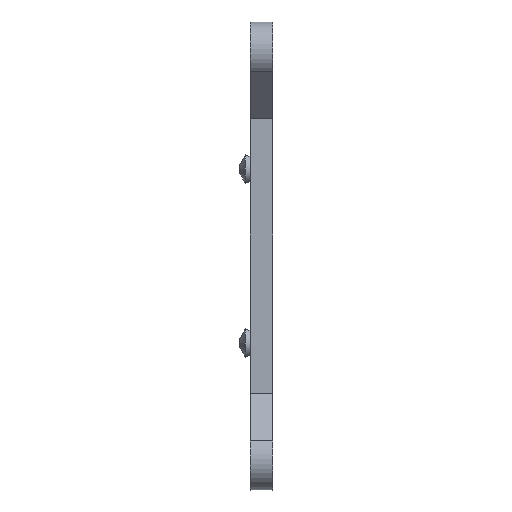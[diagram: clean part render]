
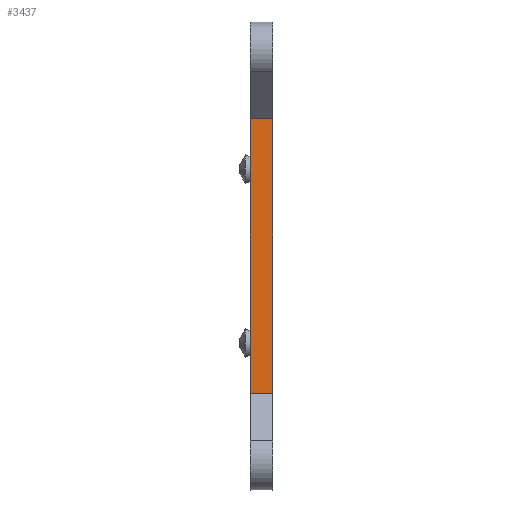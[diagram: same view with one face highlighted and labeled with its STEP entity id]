
A CAD part, left-side view. The second image highlights one B-rep face of the part: STEP entity #3437.
In plain terms, the highlighted planar face has unit normal (-1, 0, 0).
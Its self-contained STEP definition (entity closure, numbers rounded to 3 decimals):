
#71 = EDGE_CURVE ( 'NONE', #1139, #3500, #1574, .T. ) ;
#83 = ORIENTED_EDGE ( 'NONE', *, *, #3514, .T. ) ;
#310 = CARTESIAN_POINT ( 'NONE',  ( -20.5, 1.6, 15.8 ) ) ;
#327 = DIRECTION ( 'NONE',  ( 1., 0., 0. ) ) ;
#450 = VECTOR ( 'NONE', #1991, 1000. ) ;
#482 = DIRECTION ( 'NONE',  ( 0., 0., -1. ) ) ;
#714 = AXIS2_PLACEMENT_3D ( 'NONE', #1834, #327, #2977 ) ;
#785 = VERTEX_POINT ( 'NONE', #310 ) ;
#887 = VECTOR ( 'NONE', #3489, 1000. ) ;
#988 = FACE_OUTER_BOUND ( 'NONE', #1592, .T. ) ;
#1056 = CARTESIAN_POINT ( 'NONE',  ( -20.5, -1., -15.8 ) ) ;
#1104 = ORIENTED_EDGE ( 'NONE', *, *, #3536, .F. ) ;
#1139 = VERTEX_POINT ( 'NONE', #1919 ) ;
#1160 = CARTESIAN_POINT ( 'NONE',  ( -20.5, -16.731, 15.8 ) ) ;
#1211 = CARTESIAN_POINT ( 'NONE',  ( -20.5, 1.6, -15.8 ) ) ;
#1344 = DIRECTION ( 'NONE',  ( 0., 1., 0. ) ) ;
#1574 = LINE ( 'NONE', #2338, #887 ) ;
#1582 = LINE ( 'NONE', #1870, #3284 ) ;
#1592 = EDGE_LOOP ( 'NONE', ( #2523, #1614, #83, #1104 ) ) ;
#1614 = ORIENTED_EDGE ( 'NONE', *, *, #2770, .T. ) ;
#1834 = CARTESIAN_POINT ( 'NONE',  ( -20.5, -58.983, 0. ) ) ;
#1857 = CARTESIAN_POINT ( 'NONE',  ( -20.5, -16.731, -15.8 ) ) ;
#1870 = CARTESIAN_POINT ( 'NONE',  ( -20.5, 1.6, 0. ) ) ;
#1919 = CARTESIAN_POINT ( 'NONE',  ( -20.5, -1., 15.8 ) ) ;
#1991 = DIRECTION ( 'NONE',  ( 0., 1., 0. ) ) ;
#2068 = VERTEX_POINT ( 'NONE', #1211 ) ;
#2338 = CARTESIAN_POINT ( 'NONE',  ( -20.5, -1., 0. ) ) ;
#2523 = ORIENTED_EDGE ( 'NONE', *, *, #71, .F. ) ;
#2770 = EDGE_CURVE ( 'NONE', #1139, #785, #3137, .T. ) ;
#2977 = DIRECTION ( 'NONE',  ( 0., 0., -1. ) ) ;
#3029 = LINE ( 'NONE', #1857, #3581 ) ;
#3137 = LINE ( 'NONE', #1160, #450 ) ;
#3258 = PLANE ( 'NONE',  #714 ) ;
#3284 = VECTOR ( 'NONE', #482, 1000. ) ;
#3437 = ADVANCED_FACE ( 'NONE', ( #988 ), #3258, .F. ) ;
#3489 = DIRECTION ( 'NONE',  ( 0., 0., -1. ) ) ;
#3500 = VERTEX_POINT ( 'NONE', #1056 ) ;
#3514 = EDGE_CURVE ( 'NONE', #785, #2068, #1582, .T. ) ;
#3536 = EDGE_CURVE ( 'NONE', #3500, #2068, #3029, .T. ) ;
#3581 = VECTOR ( 'NONE', #1344, 1000. ) ;
